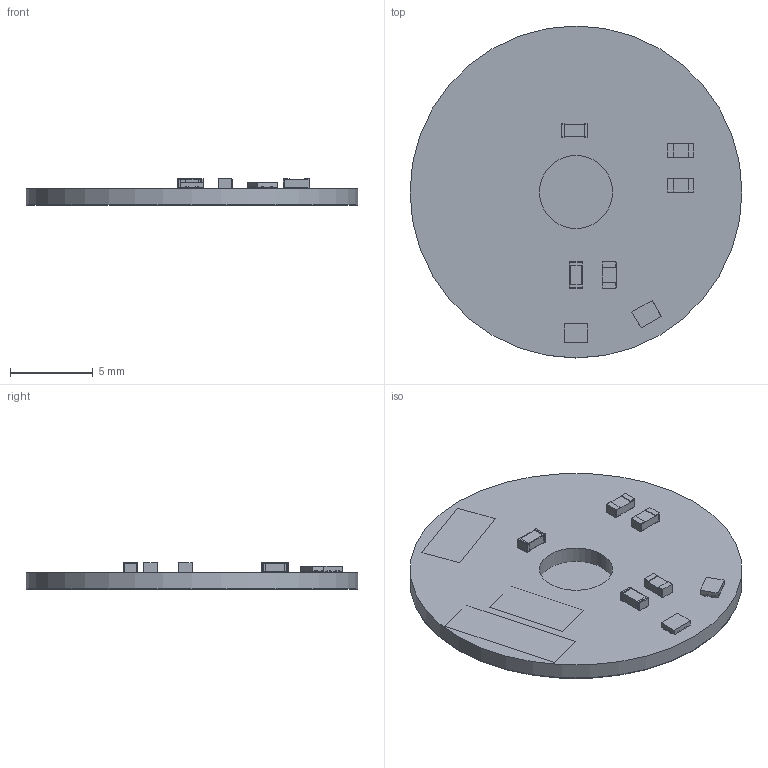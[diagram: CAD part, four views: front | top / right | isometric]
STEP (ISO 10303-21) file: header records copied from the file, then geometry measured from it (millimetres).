
FILE_DESCRIPTION(('STEP AP214'),'1');
FILE_NAME('PCB-SB0101-Encoder Rev_BoardAndModels.step','2025-05-16T15:00:39',(' '),(' '),'Spatial InterOp 3D','XD3DPlugin XRACreate',' ');
FILE_SCHEMA(('automotive_design'));
Length unit declared in the file: millimetre
Products named in the file (21): DesignRootModel; uid__9223372036855308085; Submodel-noModelForPart_HEADER3X1_2.54_3678694783; placementOutline; Submodel-HEADER3X1_2.54_3678694783_part_SIP-3P; Submodel-noModelForPart_HEADER2X1_2.54_3872267510; Submodel-HEADER2X1_2.54_3872267510_part_SIP_slash_2P; Submodel-C0603_060.step; C0603_060.step; Submodel-CAP0603-104-25V-X7R_part_RC0603; Submodel-noModelForPart_MOTOR_2098333765; Submodel-MOTOR_2098333765_part_MOTOR; Submodel-res_0603.stp; res_0603.stp; Submodel-RES0603-1M00_part_RC0603; Submodel-DRV5012AEDMRT.stp; DRV5012AEDMRT.stp; Submodel-DRV5012AEDMRR_part_X2SON-0.4; PCB-SB0101-Encoder Rev_BoardAndModels
Assembly tree (25 placements, depth 5):
  PCB-SB0101-Encoder Rev_BoardAndModels
    DesignRootModel
      uid__9223372036855308085
      Submodel-HEADER3X1_2.54_3678694783_part_SIP-3P
        Submodel-noModelForPart_HEADER3X1_2.54_3678694783
          placementOutline
      Submodel-HEADER2X1_2.54_3872267510_part_SIP_slash_2P  x2
        Submodel-noModelForPart_HEADER2X1_2.54_3872267510
          placementOutline
      Submodel-CAP0603-104-25V-X7R_part_RC0603  x2
        Submodel-C0603_060.step
          C0603_060.step
      Submodel-MOTOR_2098333765_part_MOTOR
        Submodel-noModelForPart_MOTOR_2098333765
          placementOutline
      Submodel-RES0603-1M00_part_RC0603  x3
        Submodel-res_0603.stp
          res_0603.stp
      Submodel-DRV5012AEDMRR_part_X2SON-0.4  x2
        Submodel-DRV5012AEDMRT.stp
          DRV5012AEDMRT.stp
Bounding box: 20 x 20 x 1.6 mm (x, y, z)
Volume: 310.8 mm3; surface area: 1444.2 mm2
Topology: 26 solids, 26 shells, 409 faces, 1045 edges, 670 vertices
Faces by surface type: plane 350, cylinder 43, sphere 16
Full cylindrical faces by diameter (mm): 4.4 x1, 20 x2
Entity records: 9632 total; most frequent: CARTESIAN_POINT 1053, DIRECTION 1016, ORIENTED_EDGE 984, STYLED_ITEM 520, PRESENTATION_STYLE_ASSIGNMENT 520, COLOUR_RGB 520, EDGE_CURVE 492, LINE 446
